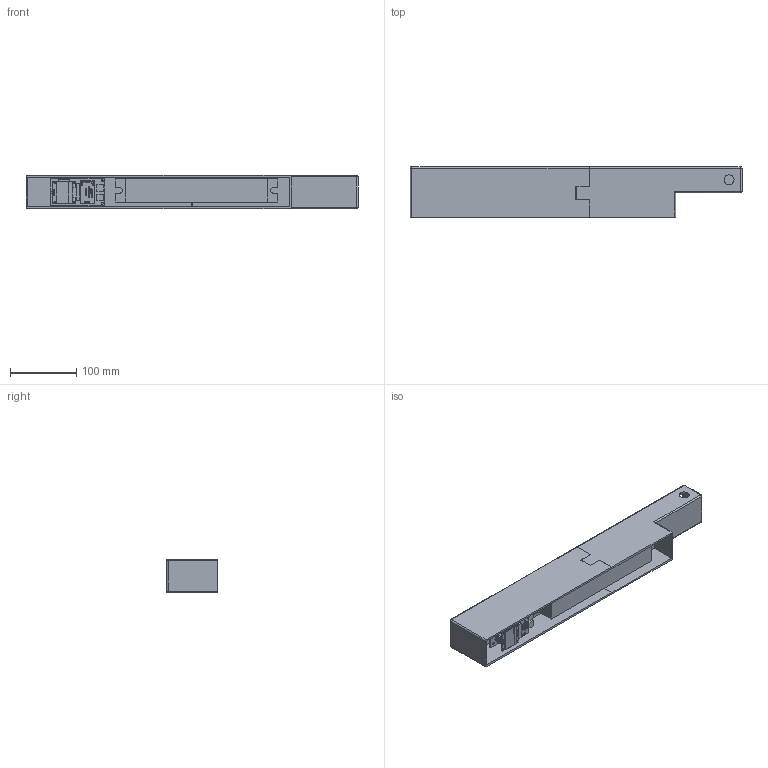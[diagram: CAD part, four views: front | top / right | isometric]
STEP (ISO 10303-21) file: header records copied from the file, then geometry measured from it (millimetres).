
FILE_DESCRIPTION(/* description */ (''),/* implementation_level */ '2;1');
FILE_NAME(/* name */ 'EnsambleUV-Portatil.stp',/* time_stamp */ '2021-01-13T08:32:49-05:00',/* author */ ('USUARIO'),/* organization */ (''),/* preprocessor_version */ 'ST-DEVELOPER v16.5',/* originating_system */ 'Autodesk Inventor 2017',/* authorisation */ '');
FILE_SCHEMA (('AUTOMOTIVE_DESIGN { 1 0 10303 214 3 1 1 }'));
Products named in the file (6): EnsambleUV-Portatil; Balastro; SoporteUV; UV-15W; SSD1306_i2c; SoporteUV_Superior
Assembly tree (5 placements, depth 2):
  EnsambleUV-Portatil
    Balastro
    SoporteUV
    UV-15W
    SSD1306_i2c
    SoporteUV_Superior
Bounding box: 500.2 x 76 x 50.27 mm (x, y, z)
Volume: 765711 mm3; surface area: 280538.4 mm2
Topology: 88 solids, 88 shells, 1823 faces, 4652 edges, 3082 vertices
Faces by surface type: plane 1231, bspline 279, cylinder 247, sphere 46, torus 20
Full cylindrical faces by diameter (mm): 0.5 x4, 0.6 x2, 0.7 x6, 0.762 x6, 1.016 x10, 1.17 x4, 1.27 x4, 1.3 x4, 1.4 x2, 1.424 x4, 1.524 x8, 2 x4, 3 x10, 15 x1, 27 x1
Entity records: 69804 total; most frequent: CARTESIAN_POINT 26898, ORIENTED_EDGE 8890, DIRECTION 7491, EDGE_CURVE 4445, LINE 3289, VECTOR 3289, VERTEX_POINT 3009, EDGE_LOOP 2128
